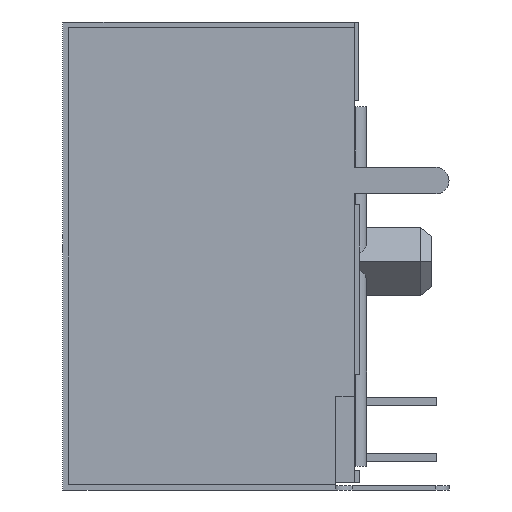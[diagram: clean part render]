
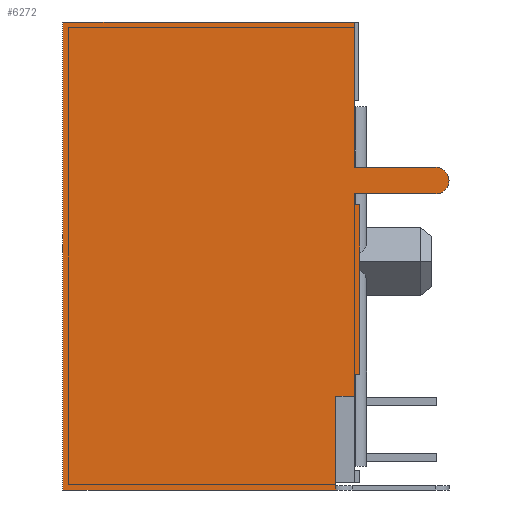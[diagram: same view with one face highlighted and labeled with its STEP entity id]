
A CAD part, left-side view. The second image highlights one B-rep face of the part: STEP entity #6272.
In plain terms, the highlighted planar face has unit normal (-1, 0, 0).
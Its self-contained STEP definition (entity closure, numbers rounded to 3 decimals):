
#189 = EDGE_CURVE ( 'NONE', #22114, #6840, #15105, .T. ) ;
#503 = AXIS2_PLACEMENT_3D ( 'NONE', #11796, #26439, #9651 ) ;
#906 = ORIENTED_EDGE ( 'NONE', *, *, #26585, .T. ) ;
#1033 = ORIENTED_EDGE ( 'NONE', *, *, #17543, .F. ) ;
#1092 = CARTESIAN_POINT ( 'NONE',  ( -0.32, 0., -7.46 ) ) ;
#1430 = FACE_OUTER_BOUND ( 'NONE', #4855, .T. ) ;
#1468 = CARTESIAN_POINT ( 'NONE',  ( -0.32, 0., -6.26 ) ) ;
#1591 = LINE ( 'NONE', #21033, #17595 ) ;
#2131 = VECTOR ( 'NONE', #4732, 1000. ) ;
#2379 = EDGE_CURVE ( 'NONE', #8886, #25108, #8042, .T. ) ;
#2690 = CARTESIAN_POINT ( 'NONE',  ( -0.32, 13.25, -20.92 ) ) ;
#2928 = VECTOR ( 'NONE', #21337, 1000. ) ;
#2937 = CARTESIAN_POINT ( 'NONE',  ( -0.32, 0.85, -20.67 ) ) ;
#2987 = EDGE_CURVE ( 'NONE', #8014, #22911, #25049, .T. ) ;
#3000 = LINE ( 'NONE', #1092, #13507 ) ;
#3136 = DIRECTION ( 'NONE',  ( 0., 0., -1. ) ) ;
#3574 = LINE ( 'NONE', #19201, #2928 ) ;
#3689 = ORIENTED_EDGE ( 'NONE', *, *, #23133, .F. ) ;
#4068 = CARTESIAN_POINT ( 'NONE',  ( -0.32, 0., 0.35 ) ) ;
#4121 = CARTESIAN_POINT ( 'NONE',  ( -0.32, -0.25, -7.96 ) ) ;
#4166 = LINE ( 'NONE', #4068, #8418 ) ;
#4732 = DIRECTION ( 'NONE',  ( 0., 0., -1. ) ) ;
#4765 = LINE ( 'NONE', #18381, #20813 ) ;
#4855 = EDGE_LOOP ( 'NONE', ( #8122, #1033, #3689, #8903, #16773, #21350, #17837, #21073, #14569, #6744, #906, #10432, #18920, #23243 ) ) ;
#5147 = VERTEX_POINT ( 'NONE', #19272 ) ;
#5182 = VERTEX_POINT ( 'NONE', #17121 ) ;
#5322 = CARTESIAN_POINT ( 'NONE',  ( -0.32, -0.25, -7.96 ) ) ;
#5548 = CARTESIAN_POINT ( 'NONE',  ( -0.32, -0.25, -15.67 ) ) ;
#5754 = EDGE_CURVE ( 'NONE', #22911, #22114, #25679, .T. ) ;
#6189 = DIRECTION ( 'NONE',  ( 0., 0., -1. ) ) ;
#6272 = ADVANCED_FACE ( 'NONE', ( #1430 ), #11877, .T. ) ;
#6277 = VERTEX_POINT ( 'NONE', #1468 ) ;
#6591 = CARTESIAN_POINT ( 'NONE',  ( -0.32, 0., -7.96 ) ) ;
#6744 = ORIENTED_EDGE ( 'NONE', *, *, #2379, .T. ) ;
#6781 = CARTESIAN_POINT ( 'NONE',  ( -0.32, 0.85, -16.67 ) ) ;
#6840 = VERTEX_POINT ( 'NONE', #11569 ) ;
#8014 = VERTEX_POINT ( 'NONE', #6781 ) ;
#8042 = LINE ( 'NONE', #5322, #14283 ) ;
#8122 = ORIENTED_EDGE ( 'NONE', *, *, #22181, .F. ) ;
#8400 = LINE ( 'NONE', #25480, #18892 ) ;
#8418 = VECTOR ( 'NONE', #6189, 1000. ) ;
#8833 = CARTESIAN_POINT ( 'NONE',  ( -0.32, 0., -16.67 ) ) ;
#8886 = VERTEX_POINT ( 'NONE', #26819 ) ;
#8903 = ORIENTED_EDGE ( 'NONE', *, *, #189, .F. ) ;
#8933 = VECTOR ( 'NONE', #13273, 1000. ) ;
#9651 = DIRECTION ( 'NONE',  ( 0., 0., 1. ) ) ;
#10432 = ORIENTED_EDGE ( 'NONE', *, *, #19969, .F. ) ;
#10566 = AXIS2_PLACEMENT_3D ( 'NONE', #23600, #11052, #25691 ) ;
#10985 = VERTEX_POINT ( 'NONE', #14399 ) ;
#11052 = DIRECTION ( 'NONE',  ( 1., 0., 0. ) ) ;
#11569 = CARTESIAN_POINT ( 'NONE',  ( -0.32, 13.25, 0.35 ) ) ;
#11796 = CARTESIAN_POINT ( 'NONE',  ( -0.32, 13., -20.92 ) ) ;
#11877 = PLANE ( 'NONE',  #503 ) ;
#12928 = DIRECTION ( 'NONE',  ( 0., 1., 0. ) ) ;
#13273 = DIRECTION ( 'NONE',  ( 0., 1., 0. ) ) ;
#13507 = VECTOR ( 'NONE', #3136, 1000. ) ;
#13690 = DIRECTION ( 'NONE',  ( 0., -1., 0. ) ) ;
#14283 = VECTOR ( 'NONE', #19813, 1000. ) ;
#14399 = CARTESIAN_POINT ( 'NONE',  ( -0.32, 0., -15.67 ) ) ;
#14569 = ORIENTED_EDGE ( 'NONE', *, *, #18654, .F. ) ;
#14798 = LINE ( 'NONE', #24140, #25319 ) ;
#15105 = LINE ( 'NONE', #2690, #20655 ) ;
#15836 = VECTOR ( 'NONE', #20811, 1000. ) ;
#16044 = CARTESIAN_POINT ( 'NONE',  ( -0.32, 13., -20.92 ) ) ;
#16773 = ORIENTED_EDGE ( 'NONE', *, *, #5754, .F. ) ;
#16877 = CARTESIAN_POINT ( 'NONE',  ( -0.32, 0.85, -20.92 ) ) ;
#17121 = CARTESIAN_POINT ( 'NONE',  ( -0.32, -3.7, -6.26 ) ) ;
#17471 = LINE ( 'NONE', #5548, #18779 ) ;
#17543 = EDGE_CURVE ( 'NONE', #5147, #6277, #4166, .T. ) ;
#17595 = VECTOR ( 'NONE', #23136, 1000. ) ;
#17617 = EDGE_CURVE ( 'NONE', #20736, #8014, #1591, .T. ) ;
#17837 = ORIENTED_EDGE ( 'NONE', *, *, #17617, .F. ) ;
#18194 = CARTESIAN_POINT ( 'NONE',  ( -0.32, 13.25, -20.92 ) ) ;
#18381 = CARTESIAN_POINT ( 'NONE',  ( -0.32, 0., -6.26 ) ) ;
#18654 = EDGE_CURVE ( 'NONE', #8886, #10985, #17471, .T. ) ;
#18704 = CARTESIAN_POINT ( 'NONE',  ( -0.32, -3.7, -7.46 ) ) ;
#18779 = VECTOR ( 'NONE', #20180, 1000. ) ;
#18892 = VECTOR ( 'NONE', #12928, 1000. ) ;
#18920 = ORIENTED_EDGE ( 'NONE', *, *, #22822, .F. ) ;
#18982 = EDGE_CURVE ( 'NONE', #5182, #19283, #21385, .T. ) ;
#19100 = EDGE_CURVE ( 'NONE', #10985, #20736, #3000, .T. ) ;
#19201 = CARTESIAN_POINT ( 'NONE',  ( -0.32, 0., -7.46 ) ) ;
#19272 = CARTESIAN_POINT ( 'NONE',  ( -0.32, 0., 0.35 ) ) ;
#19283 = VERTEX_POINT ( 'NONE', #20417 ) ;
#19813 = DIRECTION ( 'NONE',  ( 0., 0., 1. ) ) ;
#19969 = EDGE_CURVE ( 'NONE', #23192, #25175, #3574, .T. ) ;
#20180 = DIRECTION ( 'NONE',  ( 0., 1., 0. ) ) ;
#20417 = CARTESIAN_POINT ( 'NONE',  ( -0.32, -3.7, -7.46 ) ) ;
#20565 = DIRECTION ( 'NONE',  ( 0., -1., 0. ) ) ;
#20655 = VECTOR ( 'NONE', #24211, 1000. ) ;
#20736 = VERTEX_POINT ( 'NONE', #8833 ) ;
#20811 = DIRECTION ( 'NONE',  ( 0., 1., 0. ) ) ;
#20813 = VECTOR ( 'NONE', #20565, 1000. ) ;
#21033 = CARTESIAN_POINT ( 'NONE',  ( -0.32, 0., -16.67 ) ) ;
#21073 = ORIENTED_EDGE ( 'NONE', *, *, #19100, .F. ) ;
#21337 = DIRECTION ( 'NONE',  ( 0., 0., -1. ) ) ;
#21350 = ORIENTED_EDGE ( 'NONE', *, *, #2987, .F. ) ;
#21385 = CIRCLE ( 'NONE', #10566, 0.6 ) ;
#22114 = VERTEX_POINT ( 'NONE', #18194 ) ;
#22181 = EDGE_CURVE ( 'NONE', #6277, #5182, #4765, .T. ) ;
#22822 = EDGE_CURVE ( 'NONE', #19283, #23192, #26989, .T. ) ;
#22911 = VERTEX_POINT ( 'NONE', #16877 ) ;
#23133 = EDGE_CURVE ( 'NONE', #6840, #5147, #14798, .T. ) ;
#23136 = DIRECTION ( 'NONE',  ( 0., 1., 0. ) ) ;
#23192 = VERTEX_POINT ( 'NONE', #24315 ) ;
#23243 = ORIENTED_EDGE ( 'NONE', *, *, #18982, .F. ) ;
#23600 = CARTESIAN_POINT ( 'NONE',  ( -0.32, -3.7, -6.86 ) ) ;
#24140 = CARTESIAN_POINT ( 'NONE',  ( -0.32, 13.25, 0.35 ) ) ;
#24211 = DIRECTION ( 'NONE',  ( 0., 0., 1. ) ) ;
#24315 = CARTESIAN_POINT ( 'NONE',  ( -0.32, 0., -7.46 ) ) ;
#25049 = LINE ( 'NONE', #2937, #2131 ) ;
#25108 = VERTEX_POINT ( 'NONE', #4121 ) ;
#25175 = VERTEX_POINT ( 'NONE', #6591 ) ;
#25319 = VECTOR ( 'NONE', #13690, 1000. ) ;
#25480 = CARTESIAN_POINT ( 'NONE',  ( -0.32, -0.25, -7.96 ) ) ;
#25679 = LINE ( 'NONE', #16044, #8933 ) ;
#25691 = DIRECTION ( 'NONE',  ( 0., 0., -1. ) ) ;
#26439 = DIRECTION ( 'NONE',  ( -1., 0., 0. ) ) ;
#26585 = EDGE_CURVE ( 'NONE', #25108, #25175, #8400, .T. ) ;
#26819 = CARTESIAN_POINT ( 'NONE',  ( -0.32, -0.25, -15.67 ) ) ;
#26989 = LINE ( 'NONE', #18704, #15836 ) ;
